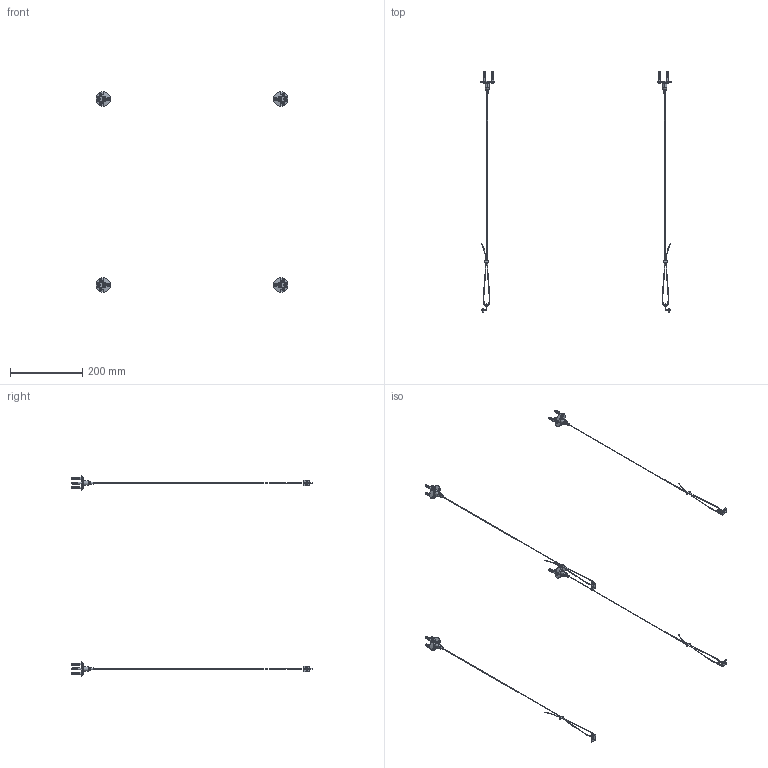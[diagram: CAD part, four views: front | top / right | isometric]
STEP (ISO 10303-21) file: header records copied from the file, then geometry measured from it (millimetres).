
FILE_DESCRIPTION (( 'STEP AP214' ), '1' );
FILE_NAME ('LDVO2D-PLÐ-6368 Êîìïëåêò êðåï¸æíûõ ýëåìåíòîâ ¹2 (ïîäâåñíîé ìîíòàæ) IEK.STEP', '2017-08-17T10:45:59', ( '' ), ( '' ), 'SwSTEP 2.0', 'SolidWorks 2014', '' );
FILE_SCHEMA (( 'AUTOMOTIVE_DESIGN' ));
Length unit declared in the file: millimetre
Products named in the file (1): LDVO2D-PLÐ-6368 Êîìïëåêò êðåï¸æíûõ ýëåìåíòîâ ¹2 (ïîäâåñíîé ìîíòàæ) IEK
Bounding box: 531 x 666.5 x 554 mm (x, y, z)
Volume: 37712.5 mm3; surface area: 44268.6 mm2
Topology: 20 solids, 20 shells, 1316 faces, 3128 edges, 2024 vertices
Faces by surface type: plane 844, cylinder 256, torus 64, bspline 64, cone 56, sphere 32
Entity records: 48301 total; most frequent: CARTESIAN_POINT 17637, DIRECTION 6398, ORIENTED_EDGE 6256, EDGE_CURVE 3128, AXIS2_PLACEMENT_3D 2425, VERTEX_POINT 2024, LINE 1548, VECTOR 1548
